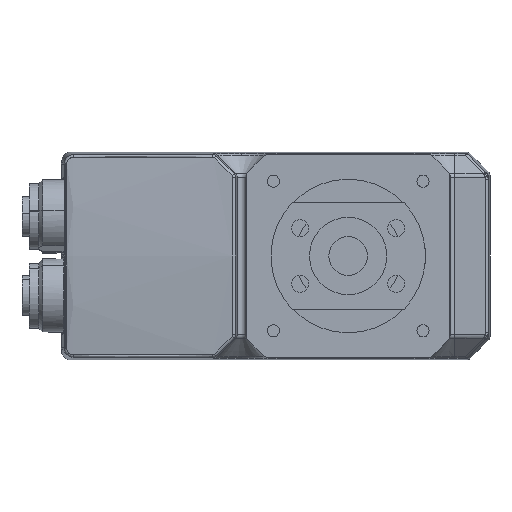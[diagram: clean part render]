
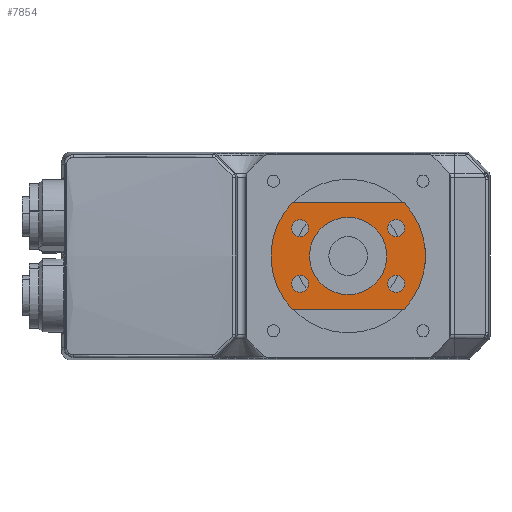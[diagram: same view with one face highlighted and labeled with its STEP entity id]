
A CAD part, front view. The second image highlights one B-rep face of the part: STEP entity #7854.
In plain terms, the highlighted planar face has unit normal (0, -1, 0).
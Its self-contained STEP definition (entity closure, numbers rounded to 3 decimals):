
#332 = CARTESIAN_POINT ( 'NONE',  ( -9.959, -100.629, 5.75 ) ) ;
#557 = ORIENTED_EDGE ( 'NONE', *, *, #10011, .T. ) ;
#915 = EDGE_CURVE ( 'NONE', #9095, #2737, #12669, .T. ) ;
#943 = VERTEX_POINT ( 'NONE', #1153 ) ;
#1153 = CARTESIAN_POINT ( 'NONE',  ( 11.619, -100.629, 11. ) ) ;
#1164 = DIRECTION ( 'NONE',  ( 0., 0., -1. ) ) ;
#1306 = CARTESIAN_POINT ( 'NONE',  ( -9.959, -100.629, 5.75 ) ) ;
#1350 = AXIS2_PLACEMENT_3D ( 'NONE', #19631, #18054, #23154 ) ;
#1735 = CIRCLE ( 'NONE', #18908, 1.75 ) ;
#1806 = CARTESIAN_POINT ( 'NONE',  ( 0., -100.629, -8. ) ) ;
#2156 = CARTESIAN_POINT ( 'NONE',  ( 9.959, -100.629, -4. ) ) ;
#2384 = AXIS2_PLACEMENT_3D ( 'NONE', #14313, #19508, #8811 ) ;
#2652 = DIRECTION ( 'NONE',  ( 0., 1., 0. ) ) ;
#2672 = CARTESIAN_POINT ( 'NONE',  ( 9.959, -100.629, 5.75 ) ) ;
#2737 = VERTEX_POINT ( 'NONE', #12668 ) ;
#2750 = DIRECTION ( 'NONE',  ( 0., 0., -1. ) ) ;
#2949 = CARTESIAN_POINT ( 'NONE',  ( 0., -100.629, 0. ) ) ;
#2955 = DIRECTION ( 'NONE',  ( 0., 1., 0. ) ) ;
#3106 = FACE_BOUND ( 'NONE', #21500, .T. ) ;
#3468 = EDGE_LOOP ( 'NONE', ( #9277, #14174 ) ) ;
#3591 = AXIS2_PLACEMENT_3D ( 'NONE', #2672, #17102, #2750 ) ;
#3733 = EDGE_CURVE ( 'NONE', #11271, #943, #8906, .T. ) ;
#3800 = EDGE_CURVE ( 'NONE', #18914, #17419, #21502, .T. ) ;
#3830 = VERTEX_POINT ( 'NONE', #4565 ) ;
#3833 = DIRECTION ( 'NONE',  ( 0., 1., 0. ) ) ;
#3976 = FACE_BOUND ( 'NONE', #3468, .T. ) ;
#4134 = CARTESIAN_POINT ( 'NONE',  ( 9.959, -100.629, 4. ) ) ;
#4248 = VERTEX_POINT ( 'NONE', #22527 ) ;
#4288 = ORIENTED_EDGE ( 'NONE', *, *, #20134, .T. ) ;
#4414 = EDGE_CURVE ( 'NONE', #17419, #18914, #14490, .T. ) ;
#4557 = VERTEX_POINT ( 'NONE', #5714 ) ;
#4565 = CARTESIAN_POINT ( 'NONE',  ( 9.959, -100.629, -7.5 ) ) ;
#4716 = CARTESIAN_POINT ( 'NONE',  ( -8., -100.629, 11. ) ) ;
#4776 = DIRECTION ( 'NONE',  ( 0., 1., 0. ) ) ;
#5150 = CARTESIAN_POINT ( 'NONE',  ( -9.959, -100.629, 7.5 ) ) ;
#5355 = DIRECTION ( 'NONE',  ( 0., 1., 0. ) ) ;
#5372 = FACE_BOUND ( 'NONE', #10821, .T. ) ;
#5497 = CARTESIAN_POINT ( 'NONE',  ( -9.959, -100.629, 4. ) ) ;
#5526 = CIRCLE ( 'NONE', #13509, 1.75 ) ;
#5563 = VERTEX_POINT ( 'NONE', #11231 ) ;
#5621 = CIRCLE ( 'NONE', #19134, 1.75 ) ;
#5691 = VERTEX_POINT ( 'NONE', #5497 ) ;
#5714 = CARTESIAN_POINT ( 'NONE',  ( -9.959, -100.629, -4. ) ) ;
#5750 = AXIS2_PLACEMENT_3D ( 'NONE', #10919, #3833, #12728 ) ;
#6465 = DIRECTION ( 'NONE',  ( 0., 0., -1. ) ) ;
#6683 = DIRECTION ( 'NONE',  ( -1., 0., 0. ) ) ;
#6772 = CARTESIAN_POINT ( 'NONE',  ( -8., -100.629, -11. ) ) ;
#6880 = CARTESIAN_POINT ( 'NONE',  ( 9.959, -100.629, -5.75 ) ) ;
#6928 = VERTEX_POINT ( 'NONE', #5150 ) ;
#7201 = DIRECTION ( 'NONE',  ( 0., 0., -1. ) ) ;
#7366 = FACE_OUTER_BOUND ( 'NONE', #21676, .T. ) ;
#7424 = EDGE_LOOP ( 'NONE', ( #18282, #10774 ) ) ;
#7515 = VECTOR ( 'NONE', #9991, 1000. ) ;
#7742 = DIRECTION ( 'NONE',  ( 0., 1., 0. ) ) ;
#7854 = ADVANCED_FACE ( 'NONE', ( #3106, #5372, #3976, #18538, #12153, #7366 ), #8891, .F. ) ;
#8087 = CIRCLE ( 'NONE', #16726, 1.75 ) ;
#8419 = EDGE_CURVE ( 'NONE', #17663, #3830, #16236, .T. ) ;
#8467 = VECTOR ( 'NONE', #6683, 1000. ) ;
#8811 = DIRECTION ( 'NONE',  ( 0., 0., -1. ) ) ;
#8817 = AXIS2_PLACEMENT_3D ( 'NONE', #16046, #5355, #7201 ) ;
#8856 = CARTESIAN_POINT ( 'NONE',  ( 9.959, -100.629, 7.5 ) ) ;
#8891 = PLANE ( 'NONE',  #2384 ) ;
#8906 = LINE ( 'NONE', #4716, #7515 ) ;
#9095 = VERTEX_POINT ( 'NONE', #1806 ) ;
#9149 = ORIENTED_EDGE ( 'NONE', *, *, #18841, .T. ) ;
#9277 = ORIENTED_EDGE ( 'NONE', *, *, #3800, .T. ) ;
#9962 = CARTESIAN_POINT ( 'NONE',  ( 9.959, -100.629, -5.75 ) ) ;
#9991 = DIRECTION ( 'NONE',  ( 1., 0., 0. ) ) ;
#10011 = EDGE_CURVE ( 'NONE', #2737, #9095, #19709, .T. ) ;
#10091 = ORIENTED_EDGE ( 'NONE', *, *, #11501, .T. ) ;
#10108 = ORIENTED_EDGE ( 'NONE', *, *, #915, .T. ) ;
#10187 = ORIENTED_EDGE ( 'NONE', *, *, #14844, .F. ) ;
#10473 = EDGE_CURVE ( 'NONE', #3830, #17663, #5621, .T. ) ;
#10769 = DIRECTION ( 'NONE',  ( 0., 1., 0. ) ) ;
#10774 = ORIENTED_EDGE ( 'NONE', *, *, #8419, .T. ) ;
#10821 = EDGE_LOOP ( 'NONE', ( #4288, #22404 ) ) ;
#10919 = CARTESIAN_POINT ( 'NONE',  ( 0., -100.629, 0. ) ) ;
#11231 = CARTESIAN_POINT ( 'NONE',  ( -11.619, -100.629, -11. ) ) ;
#11255 = AXIS2_PLACEMENT_3D ( 'NONE', #22002, #18300, #11438 ) ;
#11271 = VERTEX_POINT ( 'NONE', #21817 ) ;
#11398 = CARTESIAN_POINT ( 'NONE',  ( 0., -100.629, 0. ) ) ;
#11438 = DIRECTION ( 'NONE',  ( 0., 0., -1. ) ) ;
#11501 = EDGE_CURVE ( 'NONE', #5691, #6928, #5526, .T. ) ;
#12153 = FACE_BOUND ( 'NONE', #15066, .T. ) ;
#12420 = LINE ( 'NONE', #6772, #8467 ) ;
#12668 = CARTESIAN_POINT ( 'NONE',  ( 0., -100.629, 8. ) ) ;
#12669 = CIRCLE ( 'NONE', #21533, 8. ) ;
#12728 = DIRECTION ( 'NONE',  ( 0., 0., -1. ) ) ;
#12810 = AXIS2_PLACEMENT_3D ( 'NONE', #6880, #19470, #14028 ) ;
#12814 = EDGE_CURVE ( 'NONE', #5563, #11271, #15735, .T. ) ;
#13115 = CARTESIAN_POINT ( 'NONE',  ( 11.619, -100.629, -11. ) ) ;
#13509 = AXIS2_PLACEMENT_3D ( 'NONE', #1306, #4776, #17394 ) ;
#13917 = VERTEX_POINT ( 'NONE', #13115 ) ;
#14028 = DIRECTION ( 'NONE',  ( 0., 0., -1. ) ) ;
#14174 = ORIENTED_EDGE ( 'NONE', *, *, #4414, .T. ) ;
#14313 = CARTESIAN_POINT ( 'NONE',  ( -8., -100.629, 0. ) ) ;
#14490 = CIRCLE ( 'NONE', #1350, 1.75 ) ;
#14799 = DIRECTION ( 'NONE',  ( 0., 0., -1. ) ) ;
#14844 = EDGE_CURVE ( 'NONE', #943, #13917, #18949, .T. ) ;
#15066 = EDGE_LOOP ( 'NONE', ( #10108, #557 ) ) ;
#15735 = CIRCLE ( 'NONE', #17530, 16. ) ;
#15771 = CARTESIAN_POINT ( 'NONE',  ( -9.959, -100.629, -5.75 ) ) ;
#16046 = CARTESIAN_POINT ( 'NONE',  ( 0., -100.629, 0. ) ) ;
#16236 = CIRCLE ( 'NONE', #12810, 1.75 ) ;
#16240 = CIRCLE ( 'NONE', #11255, 1.75 ) ;
#16396 = EDGE_CURVE ( 'NONE', #4557, #4248, #16240, .T. ) ;
#16726 = AXIS2_PLACEMENT_3D ( 'NONE', #15771, #2955, #19272 ) ;
#17102 = DIRECTION ( 'NONE',  ( 0., 1., 0. ) ) ;
#17394 = DIRECTION ( 'NONE',  ( 0., 0., -1. ) ) ;
#17419 = VERTEX_POINT ( 'NONE', #8856 ) ;
#17530 = AXIS2_PLACEMENT_3D ( 'NONE', #2949, #2652, #1164 ) ;
#17663 = VERTEX_POINT ( 'NONE', #2156 ) ;
#18054 = DIRECTION ( 'NONE',  ( 0., 1., 0. ) ) ;
#18282 = ORIENTED_EDGE ( 'NONE', *, *, #10473, .T. ) ;
#18300 = DIRECTION ( 'NONE',  ( 0., 1., 0. ) ) ;
#18538 = FACE_BOUND ( 'NONE', #7424, .T. ) ;
#18841 = EDGE_CURVE ( 'NONE', #6928, #5691, #1735, .T. ) ;
#18908 = AXIS2_PLACEMENT_3D ( 'NONE', #332, #7742, #14799 ) ;
#18914 = VERTEX_POINT ( 'NONE', #4134 ) ;
#18949 = CIRCLE ( 'NONE', #5750, 16. ) ;
#19056 = EDGE_CURVE ( 'NONE', #13917, #5563, #12420, .T. ) ;
#19134 = AXIS2_PLACEMENT_3D ( 'NONE', #9962, #10769, #6465 ) ;
#19272 = DIRECTION ( 'NONE',  ( 0., 0., -1. ) ) ;
#19470 = DIRECTION ( 'NONE',  ( 0., 1., 0. ) ) ;
#19508 = DIRECTION ( 'NONE',  ( 0., 1., 0. ) ) ;
#19631 = CARTESIAN_POINT ( 'NONE',  ( 9.959, -100.629, 5.75 ) ) ;
#19709 = CIRCLE ( 'NONE', #8817, 8. ) ;
#20134 = EDGE_CURVE ( 'NONE', #4248, #4557, #8087, .T. ) ;
#20535 = DIRECTION ( 'NONE',  ( 0., 0., -1. ) ) ;
#20673 = ORIENTED_EDGE ( 'NONE', *, *, #12814, .F. ) ;
#20758 = ORIENTED_EDGE ( 'NONE', *, *, #3733, .F. ) ;
#21500 = EDGE_LOOP ( 'NONE', ( #10091, #9149 ) ) ;
#21502 = CIRCLE ( 'NONE', #3591, 1.75 ) ;
#21533 = AXIS2_PLACEMENT_3D ( 'NONE', #11398, #22406, #20535 ) ;
#21676 = EDGE_LOOP ( 'NONE', ( #22524, #10187, #20758, #20673 ) ) ;
#21817 = CARTESIAN_POINT ( 'NONE',  ( -11.619, -100.629, 11. ) ) ;
#22002 = CARTESIAN_POINT ( 'NONE',  ( -9.959, -100.629, -5.75 ) ) ;
#22404 = ORIENTED_EDGE ( 'NONE', *, *, #16396, .T. ) ;
#22406 = DIRECTION ( 'NONE',  ( 0., 1., 0. ) ) ;
#22524 = ORIENTED_EDGE ( 'NONE', *, *, #19056, .F. ) ;
#22527 = CARTESIAN_POINT ( 'NONE',  ( -9.959, -100.629, -7.5 ) ) ;
#23154 = DIRECTION ( 'NONE',  ( 0., 0., -1. ) ) ;
